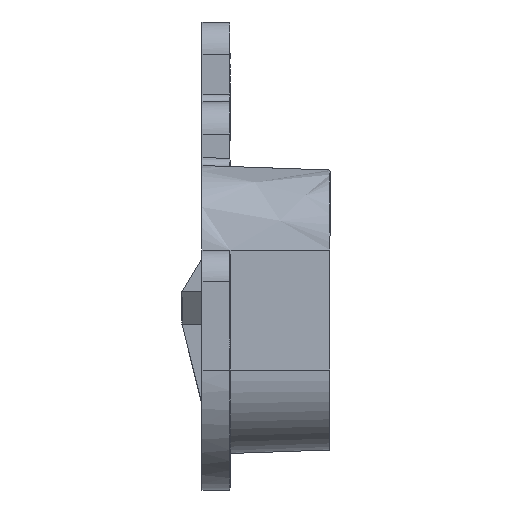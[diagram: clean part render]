
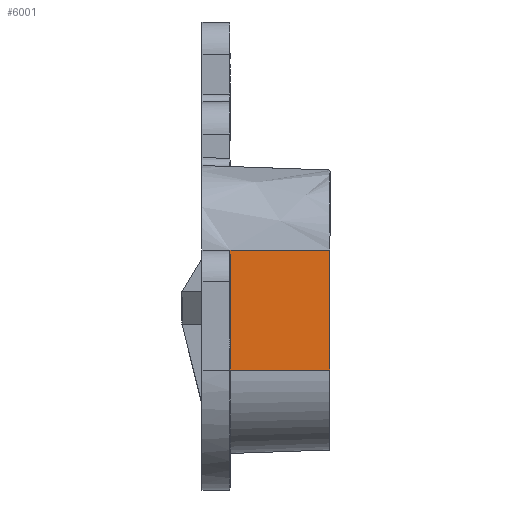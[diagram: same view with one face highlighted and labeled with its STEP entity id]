
A CAD part, left-side view. The second image highlights one B-rep face of the part: STEP entity #6001.
In plain terms, the highlighted free-form (B-spline) face has degree [1, 1] with [2, 2] control points.
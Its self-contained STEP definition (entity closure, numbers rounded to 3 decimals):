
#1027=ORIENTED_EDGE('trim curve',*,*,#3380,.F.);
#1028=ORIENTED_EDGE('trim curve',*,*,#3496,.T.);
#1029=ORIENTED_EDGE('trim curve',*,*,#3497,.T.);
#1030=ORIENTED_EDGE('trim curve',*,*,#3492,.F.);
#2472=VERTEX_POINT('Trimming Point',#8513);
#2473=VERTEX_POINT('Trimming Point',#8514);
#2570=VERTEX_POINT('Trimming Point',#9160);
#2573=VERTEX_POINT('Trimming Point',#9177);
#3380=EDGE_CURVE('Edge Curve',#2472,#2473,#4436,.T.);
#3492=EDGE_CURVE('Edge Curve',#2473,#2570,#4548,.T.);
#3496=EDGE_CURVE('Edge Curve',#2472,#2573,#4552,.T.);
#3497=EDGE_CURVE('Edge Curve',#2573,#2570,#4553,.T.);
#4436=(
BOUNDED_CURVE()
B_SPLINE_CURVE(1,(#8513,#8514),.UNSPECIFIED.,.U.,.U.)
B_SPLINE_CURVE_WITH_KNOTS((2,2),(0.,0.003),.UNSPECIFIED.)
CURVE()
GEOMETRIC_REPRESENTATION_ITEM()
RATIONAL_B_SPLINE_CURVE((0.854,0.854))
REPRESENTATION_ITEM('node')
);
#4548=(
BOUNDED_CURVE()
B_SPLINE_CURVE(1,(#9159,#9160),.UNSPECIFIED.,.U.,.U.)
B_SPLINE_CURVE_WITH_KNOTS((2,2),(1.,1.003),.UNSPECIFIED.)
CURVE()
GEOMETRIC_REPRESENTATION_ITEM()
RATIONAL_B_SPLINE_CURVE((1.,1.))
REPRESENTATION_ITEM('node')
);
#4552=(
BOUNDED_CURVE()
B_SPLINE_CURVE(1,(#9176,#9177),.UNSPECIFIED.,.U.,.U.)
B_SPLINE_CURVE_WITH_KNOTS((2,2),(-0.003,0.),.UNSPECIFIED.)
CURVE()
GEOMETRIC_REPRESENTATION_ITEM()
RATIONAL_B_SPLINE_CURVE((1.,1.))
REPRESENTATION_ITEM('node')
);
#4553=(
BOUNDED_CURVE()
B_SPLINE_CURVE(1,(#9178,#9179),.UNSPECIFIED.,.U.,.U.)
B_SPLINE_CURVE_WITH_KNOTS((2,2),(-0.003,0.),.UNSPECIFIED.)
CURVE()
GEOMETRIC_REPRESENTATION_ITEM()
RATIONAL_B_SPLINE_CURVE((1.,1.))
REPRESENTATION_ITEM('node')
);
#5049=EDGE_LOOP('trim boundary',(#1027,#1028,#1029,#1030));
#5369=FACE_OUTER_BOUND('Boundary Edges',#5049,.T.);
#5685=(
BOUNDED_SURFACE()
B_SPLINE_SURFACE(1,1,((#9172,#9173),(#9174,#9175)),.UNSPECIFIED.,.U.,.U.,
 .U.)
B_SPLINE_SURFACE_WITH_KNOTS((2,2),(2,2),(8.58,11.7),
(-0.05,2.552),.UNSPECIFIED.)
GEOMETRIC_REPRESENTATION_ITEM()
RATIONAL_B_SPLINE_SURFACE(((1.,1.),(1.,1.)))
REPRESENTATION_ITEM('trim region')
SURFACE()
);
#6001=ADVANCED_FACE('trim region',(#5369),#5685,.T.);
#8513=CARTESIAN_POINT('CVs',(140.9,-67.,-154.725));
#8514=CARTESIAN_POINT('CVs',(140.813,-64.5,-154.725));
#9159=CARTESIAN_POINT('CVs',(140.813,-64.5,-154.725));
#9160=CARTESIAN_POINT('CVs',(140.813,-64.5,-151.725));
#9172=CARTESIAN_POINT('CVs',(140.902,-67.05,-154.785));
#9173=CARTESIAN_POINT('CVs',(140.811,-64.45,-154.785));
#9174=CARTESIAN_POINT('CVs',(140.902,-67.05,-151.665));
#9175=CARTESIAN_POINT('CVs',(140.811,-64.45,-151.665));
#9176=CARTESIAN_POINT('CVs',(140.9,-67.,-154.725));
#9177=CARTESIAN_POINT('CVs',(140.9,-67.,-151.725));
#9178=CARTESIAN_POINT('CVs',(140.9,-67.,-151.725));
#9179=CARTESIAN_POINT('CVs',(140.813,-64.5,-151.725));
